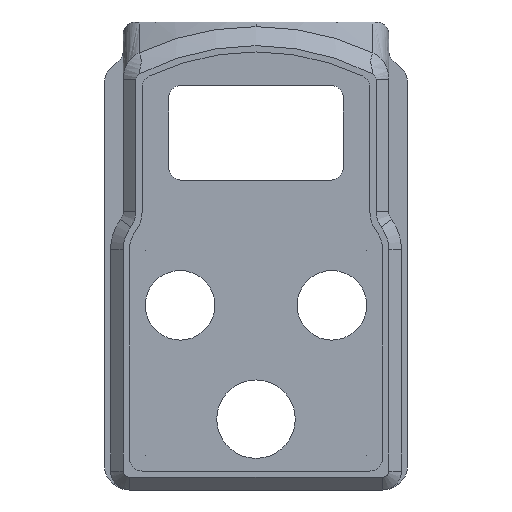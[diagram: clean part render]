
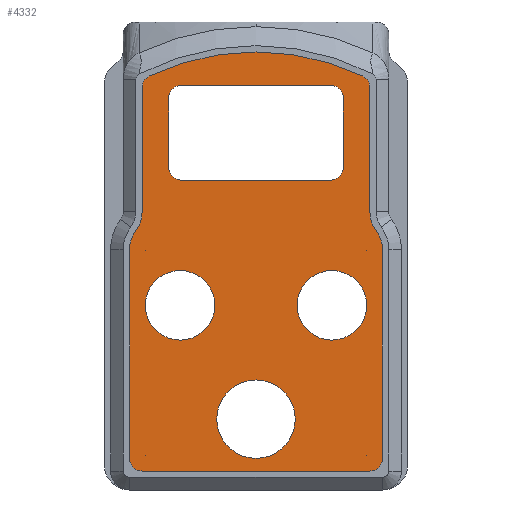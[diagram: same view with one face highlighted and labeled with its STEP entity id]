
A CAD part, front view. The second image highlights one B-rep face of the part: STEP entity #4332.
In plain terms, the highlighted planar face has unit normal (0, -1, 0).
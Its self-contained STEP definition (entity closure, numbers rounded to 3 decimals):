
#3617=CARTESIAN_POINT('',(9.,-16.182,58.914));
#3618=VERTEX_POINT('',#3617);
#3625=CARTESIAN_POINT('',(9.,-16.182,49.086));
#3626=VERTEX_POINT('',#3625);
#3627=CARTESIAN_POINT('',(9.,-16.182,49.086));
#3628=DIRECTION('',(0.,0.,1.));
#3629=VECTOR('',#3628,9.828);
#3630=LINE('',#3627,#3629);
#3631=EDGE_CURVE('',#3626,#3618,#3630,.T.);
#3649=CARTESIAN_POINT('',(9.5,-16.182,47.586));
#3650=VERTEX_POINT('',#3649);
#3651=CARTESIAN_POINT('',(11.5,-16.182,49.086));
#3652=DIRECTION('',(-0.,1.,-0.));
#3653=DIRECTION('',(1.,0.,0.));
#3654=AXIS2_PLACEMENT_3D('',#3651,#3652,#3653);
#3655=CIRCLE('',#3654,2.5);
#3656=EDGE_CURVE('',#3650,#3626,#3655,.T.);
#3674=CARTESIAN_POINT('',(10.,-16.182,46.086));
#3675=VERTEX_POINT('',#3674);
#3676=CARTESIAN_POINT('',(7.5,-16.182,46.086));
#3677=DIRECTION('',(0.,-1.,0.));
#3678=DIRECTION('',(1.,0.,0.));
#3679=AXIS2_PLACEMENT_3D('',#3676,#3677,#3678);
#3680=CIRCLE('',#3679,2.5);
#3681=EDGE_CURVE('',#3675,#3650,#3680,.T.);
#3699=CARTESIAN_POINT('',(10.,-16.182,29.586));
#3700=VERTEX_POINT('',#3699);
#3701=CARTESIAN_POINT('',(10.,-16.182,29.586));
#3702=DIRECTION('',(0.,0.,1.));
#3703=VECTOR('',#3702,16.5);
#3704=LINE('',#3701,#3703);
#3705=EDGE_CURVE('',#3700,#3675,#3704,.T.);
#3723=CARTESIAN_POINT('',(9.,-16.182,28.586));
#3724=VERTEX_POINT('',#3723);
#3725=CARTESIAN_POINT('',(9.,-16.182,29.586));
#3726=DIRECTION('',(0.,-1.,0.));
#3727=DIRECTION('',(1.,0.,0.));
#3728=AXIS2_PLACEMENT_3D('',#3725,#3726,#3727);
#3729=CIRCLE('',#3728,1.);
#3730=EDGE_CURVE('',#3724,#3700,#3729,.T.);
#3748=CARTESIAN_POINT('',(-9.,-16.182,28.586));
#3749=VERTEX_POINT('',#3748);
#3750=CARTESIAN_POINT('',(-9.,-16.182,28.586));
#3751=DIRECTION('',(1.,0.,-0.));
#3752=VECTOR('',#3751,18.);
#3753=LINE('',#3750,#3752);
#3754=EDGE_CURVE('',#3749,#3724,#3753,.T.);
#3772=CARTESIAN_POINT('',(-10.,-16.182,29.586));
#3773=VERTEX_POINT('',#3772);
#3774=CARTESIAN_POINT('',(-9.,-16.182,29.586));
#3775=DIRECTION('',(0.,-1.,0.));
#3776=DIRECTION('',(1.,0.,0.));
#3777=AXIS2_PLACEMENT_3D('',#3774,#3775,#3776);
#3778=CIRCLE('',#3777,1.);
#3779=EDGE_CURVE('',#3773,#3749,#3778,.T.);
#3797=CARTESIAN_POINT('',(-10.,-16.182,46.086));
#3798=VERTEX_POINT('',#3797);
#3799=CARTESIAN_POINT('',(-10.,-16.182,46.086));
#3800=DIRECTION('',(-0.,-0.,-1.));
#3801=VECTOR('',#3800,16.5);
#3802=LINE('',#3799,#3801);
#3803=EDGE_CURVE('',#3798,#3773,#3802,.T.);
#3821=CARTESIAN_POINT('',(-9.5,-16.182,47.586));
#3822=VERTEX_POINT('',#3821);
#3823=CARTESIAN_POINT('',(-7.5,-16.182,46.086));
#3824=DIRECTION('',(0.,-1.,0.));
#3825=DIRECTION('',(1.,0.,0.));
#3826=AXIS2_PLACEMENT_3D('',#3823,#3824,#3825);
#3827=CIRCLE('',#3826,2.5);
#3828=EDGE_CURVE('',#3822,#3798,#3827,.T.);
#3846=CARTESIAN_POINT('',(-9.,-16.182,49.086));
#3847=VERTEX_POINT('',#3846);
#3848=CARTESIAN_POINT('',(-11.5,-16.182,49.086));
#3849=DIRECTION('',(-0.,1.,-0.));
#3850=DIRECTION('',(1.,0.,0.));
#3851=AXIS2_PLACEMENT_3D('',#3848,#3849,#3850);
#3852=CIRCLE('',#3851,2.5);
#3853=EDGE_CURVE('',#3847,#3822,#3852,.T.);
#3871=CARTESIAN_POINT('',(-9.,-16.182,58.914));
#3872=VERTEX_POINT('',#3871);
#3873=CARTESIAN_POINT('',(-9.,-16.182,58.914));
#3874=DIRECTION('',(-0.,-0.,-1.));
#3875=VECTOR('',#3874,9.828);
#3876=LINE('',#3873,#3875);
#3877=EDGE_CURVE('',#3872,#3847,#3876,.T.);
#3895=CARTESIAN_POINT('',(-8.429,-16.182,59.818));
#3896=VERTEX_POINT('',#3895);
#3897=CARTESIAN_POINT('',(-8.,-16.182,58.914));
#3898=DIRECTION('',(0.,-1.,0.));
#3899=DIRECTION('',(1.,0.,0.));
#3900=AXIS2_PLACEMENT_3D('',#3897,#3898,#3899);
#3901=CIRCLE('',#3900,1.);
#3902=EDGE_CURVE('',#3896,#3872,#3901,.T.);
#3920=CARTESIAN_POINT('',(8.429,-16.182,59.818));
#3921=VERTEX_POINT('',#3920);
#3922=CARTESIAN_POINT('',(-0.,-16.182,42.086));
#3923=DIRECTION('',(0.,-1.,0.));
#3924=DIRECTION('',(1.,0.,0.));
#3925=AXIS2_PLACEMENT_3D('',#3922,#3923,#3924);
#3926=CIRCLE('',#3925,19.633);
#3927=EDGE_CURVE('',#3921,#3896,#3926,.T.);
#3945=CARTESIAN_POINT('',(8.,-16.182,58.914));
#3946=DIRECTION('',(0.,-1.,0.));
#3947=DIRECTION('',(1.,0.,0.));
#3948=AXIS2_PLACEMENT_3D('',#3945,#3946,#3947);
#3949=CIRCLE('',#3948,1.);
#3950=EDGE_CURVE('',#3618,#3921,#3949,.T.);
#4208=CARTESIAN_POINT('',(8.,-16.182,58.914));
#4209=DIRECTION('',(0.,-1.,0.));
#4210=DIRECTION('',(1.,0.,0.));
#4211=AXIS2_PLACEMENT_3D('',#4208,#4209,#4210);
#4212=PLANE('',#4211);
#4213=CARTESIAN_POINT('',(-3.1,-16.182,32.686));
#4214=VERTEX_POINT('',#4213);
#4215=CARTESIAN_POINT('',(-0.,-16.182,32.686));
#4216=DIRECTION('',(0.,1.,-0.));
#4217=DIRECTION('',(-1.,0.,0.));
#4218=AXIS2_PLACEMENT_3D('',#4215,#4216,#4217);
#4219=CIRCLE('',#4218,3.1);
#4220=EDGE_CURVE('',#4214,#4214,#4219,.T.);
#4221=ORIENTED_EDGE('',*,*,#4220,.T.);
#4222=EDGE_LOOP('',(#4221));
#4223=FACE_BOUND('',#4222,.T.);
#4224=CARTESIAN_POINT('',(3.25,-16.182,41.686));
#4225=VERTEX_POINT('',#4224);
#4226=CARTESIAN_POINT('',(6.,-16.182,41.686));
#4227=DIRECTION('',(-0.,-1.,0.));
#4228=DIRECTION('',(-1.,0.,0.));
#4229=AXIS2_PLACEMENT_3D('',#4226,#4227,#4228);
#4230=CIRCLE('',#4229,2.75);
#4231=EDGE_CURVE('',#4225,#4225,#4230,.T.);
#4232=ORIENTED_EDGE('',*,*,#4231,.F.);
#4233=EDGE_LOOP('',(#4232));
#4234=FACE_BOUND('',#4233,.T.);
#4235=CARTESIAN_POINT('',(-8.75,-16.182,41.686));
#4236=VERTEX_POINT('',#4235);
#4237=CARTESIAN_POINT('',(-6.,-16.182,41.686));
#4238=DIRECTION('',(-0.,-1.,0.));
#4239=DIRECTION('',(-1.,0.,0.));
#4240=AXIS2_PLACEMENT_3D('',#4237,#4238,#4239);
#4241=CIRCLE('',#4240,2.75);
#4242=EDGE_CURVE('',#4236,#4236,#4241,.T.);
#4243=ORIENTED_EDGE('',*,*,#4242,.F.);
#4244=EDGE_LOOP('',(#4243));
#4245=FACE_BOUND('',#4244,.T.);
#4246=CARTESIAN_POINT('',(6.9,-16.182,52.586));
#4247=VERTEX_POINT('',#4246);
#4248=CARTESIAN_POINT('',(6.9,-16.182,58.086));
#4249=VERTEX_POINT('',#4248);
#4250=CARTESIAN_POINT('',(6.9,-16.182,52.586));
#4251=DIRECTION('',(0.,0.,1.));
#4252=VECTOR('',#4251,5.5);
#4253=LINE('',#4250,#4252);
#4254=EDGE_CURVE('',#4247,#4249,#4253,.T.);
#4255=ORIENTED_EDGE('',*,*,#4254,.F.);
#4256=CARTESIAN_POINT('',(5.9,-16.182,51.586));
#4257=VERTEX_POINT('',#4256);
#4258=CARTESIAN_POINT('',(5.9,-16.182,52.586));
#4259=DIRECTION('',(-0.,1.,-0.));
#4260=DIRECTION('',(1.,0.,0.));
#4261=AXIS2_PLACEMENT_3D('',#4258,#4259,#4260);
#4262=CIRCLE('',#4261,1.);
#4263=EDGE_CURVE('',#4247,#4257,#4262,.T.);
#4264=ORIENTED_EDGE('',*,*,#4263,.T.);
#4265=CARTESIAN_POINT('',(-5.9,-16.182,51.586));
#4266=VERTEX_POINT('',#4265);
#4267=CARTESIAN_POINT('',(-5.9,-16.182,51.586));
#4268=DIRECTION('',(1.,0.,0.));
#4269=VECTOR('',#4268,11.8);
#4270=LINE('',#4267,#4269);
#4271=EDGE_CURVE('',#4266,#4257,#4270,.T.);
#4272=ORIENTED_EDGE('',*,*,#4271,.F.);
#4273=CARTESIAN_POINT('',(-6.9,-16.182,52.586));
#4274=VERTEX_POINT('',#4273);
#4275=CARTESIAN_POINT('',(-5.9,-16.182,52.586));
#4276=DIRECTION('',(-0.,1.,-0.));
#4277=DIRECTION('',(1.,0.,0.));
#4278=AXIS2_PLACEMENT_3D('',#4275,#4276,#4277);
#4279=CIRCLE('',#4278,1.);
#4280=EDGE_CURVE('',#4266,#4274,#4279,.T.);
#4281=ORIENTED_EDGE('',*,*,#4280,.T.);
#4282=CARTESIAN_POINT('',(-6.9,-16.182,58.086));
#4283=VERTEX_POINT('',#4282);
#4284=CARTESIAN_POINT('',(-6.9,-16.182,58.086));
#4285=DIRECTION('',(-0.,-0.,-1.));
#4286=VECTOR('',#4285,5.5);
#4287=LINE('',#4284,#4286);
#4288=EDGE_CURVE('',#4283,#4274,#4287,.T.);
#4289=ORIENTED_EDGE('',*,*,#4288,.F.);
#4290=CARTESIAN_POINT('',(-5.9,-16.182,59.086));
#4291=VERTEX_POINT('',#4290);
#4292=CARTESIAN_POINT('',(-5.9,-16.182,58.086));
#4293=DIRECTION('',(-0.,1.,-0.));
#4294=DIRECTION('',(1.,0.,0.));
#4295=AXIS2_PLACEMENT_3D('',#4292,#4293,#4294);
#4296=CIRCLE('',#4295,1.);
#4297=EDGE_CURVE('',#4283,#4291,#4296,.T.);
#4298=ORIENTED_EDGE('',*,*,#4297,.T.);
#4299=CARTESIAN_POINT('',(5.9,-16.182,59.086));
#4300=VERTEX_POINT('',#4299);
#4301=CARTESIAN_POINT('',(5.9,-16.182,59.086));
#4302=DIRECTION('',(-1.,-0.,-0.));
#4303=VECTOR('',#4302,11.8);
#4304=LINE('',#4301,#4303);
#4305=EDGE_CURVE('',#4300,#4291,#4304,.T.);
#4306=ORIENTED_EDGE('',*,*,#4305,.F.);
#4307=CARTESIAN_POINT('',(5.9,-16.182,58.086));
#4308=DIRECTION('',(-0.,1.,-0.));
#4309=DIRECTION('',(1.,0.,0.));
#4310=AXIS2_PLACEMENT_3D('',#4307,#4308,#4309);
#4311=CIRCLE('',#4310,1.);
#4312=EDGE_CURVE('',#4300,#4249,#4311,.T.);
#4313=ORIENTED_EDGE('',*,*,#4312,.T.);
#4314=EDGE_LOOP('',(#4255,#4264,#4272,#4281,#4289,#4298,#4306,#4313));
#4315=FACE_BOUND('',#4314,.T.);
#4316=ORIENTED_EDGE('',*,*,#3950,.T.);
#4317=ORIENTED_EDGE('',*,*,#3927,.T.);
#4318=ORIENTED_EDGE('',*,*,#3902,.T.);
#4319=ORIENTED_EDGE('',*,*,#3877,.T.);
#4320=ORIENTED_EDGE('',*,*,#3853,.T.);
#4321=ORIENTED_EDGE('',*,*,#3828,.T.);
#4322=ORIENTED_EDGE('',*,*,#3803,.T.);
#4323=ORIENTED_EDGE('',*,*,#3779,.T.);
#4324=ORIENTED_EDGE('',*,*,#3754,.T.);
#4325=ORIENTED_EDGE('',*,*,#3730,.T.);
#4326=ORIENTED_EDGE('',*,*,#3705,.T.);
#4327=ORIENTED_EDGE('',*,*,#3681,.T.);
#4328=ORIENTED_EDGE('',*,*,#3656,.T.);
#4329=ORIENTED_EDGE('',*,*,#3631,.T.);
#4330=EDGE_LOOP('',(#4316,#4317,#4318,#4319,#4320,#4321,#4322,#4323,#4324,#4325,#4326,#4327,#4328,#4329));
#4331=FACE_BOUND('',#4330,.T.);
#4332=ADVANCED_FACE('',(#4223,#4234,#4245,#4315,#4331),#4212,.T.);
